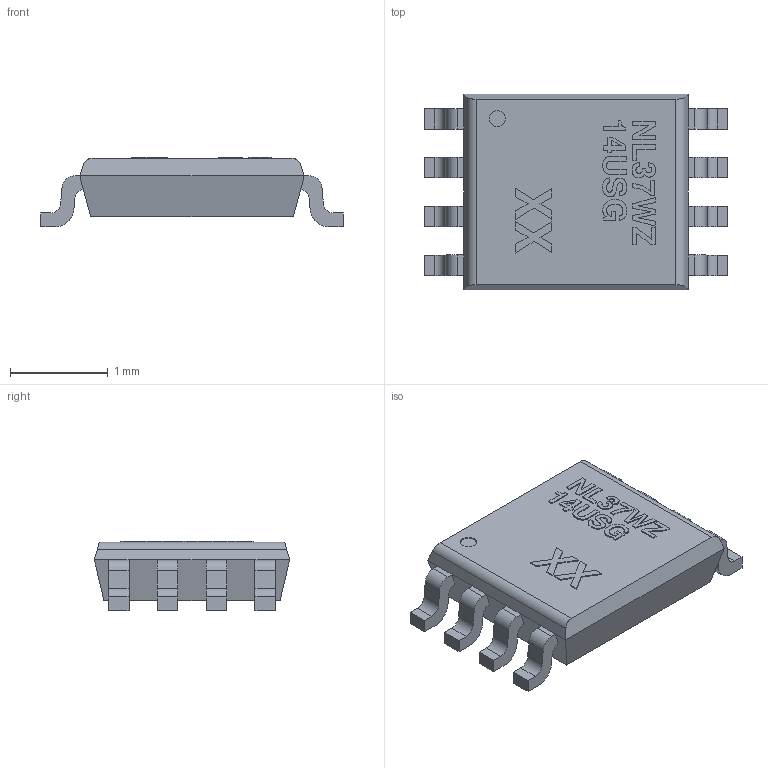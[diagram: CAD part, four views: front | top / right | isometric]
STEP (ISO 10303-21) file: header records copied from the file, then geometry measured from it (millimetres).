
FILE_DESCRIPTION(('FreeCAD Model'),'2;1');
FILE_NAME('ON_Semi_NL37WZ14USG.step','2019-07-22T11:39:34',('Author'),(''), 'Open CASCADE STEP processor 7.3','FreeCAD','Unknown');
FILE_SCHEMA(('AUTOMOTIVE_DESIGN { 1 0 10303 214 1 1 1 1 }'));
Length unit declared in the file: millimetre
Products named in the file (1): NL37WZ14USG
Bounding box: 3.1 x 2 x 0.71 mm (x, y, z)
Volume: 2.7 mm3; surface area: 17 mm2
Topology: 1 solids, 1 shells, 321 faces, 892 edges, 588 vertices
Faces by surface type: plane 191, extrusion 87, cylinder 33, bspline 10
Full cylindrical faces by diameter (mm): 0.164 x1
Entity records: 12632 total; most frequent: CARTESIAN_POINT 2542, ORIENTED_EDGE 1784, DIRECTION 1281, EDGE_CURVE 892, VECTOR 699, LINE 612, VERTEX_POINT 588, FACE_BOUND 336
